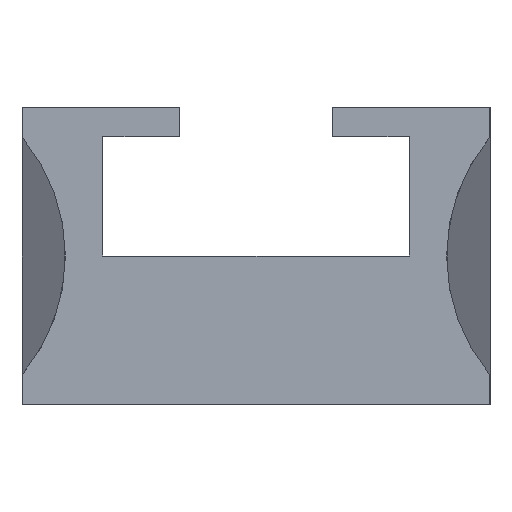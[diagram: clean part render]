
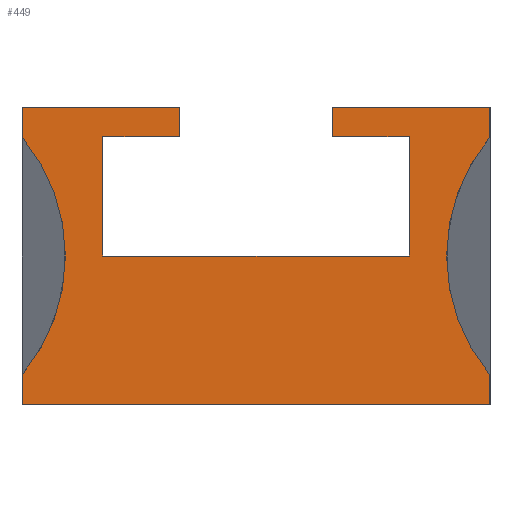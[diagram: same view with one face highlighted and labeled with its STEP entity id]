
A CAD part, left-side view. The second image highlights one B-rep face of the part: STEP entity #449.
In plain terms, the highlighted planar face has unit normal (-1, 0, 0).
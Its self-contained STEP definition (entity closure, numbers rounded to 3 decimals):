
#357=VERTEX_POINT('',#1006);
#413=VERTEX_POINT('',#1068);
#429=EDGE_CURVE('',#453,#437,#1085,.T.);
#431=EDGE_CURVE('',#583,#507,#1087,.T.);
#437=VERTEX_POINT('',#1093);
#449=ADVANCED_FACE('',(#1106),#1107,.F.);
#453=VERTEX_POINT('',#1111);
#495=EDGE_CURVE('',#437,#413,#1154,.T.);
#507=VERTEX_POINT('',#1168);
#517=EDGE_CURVE('',#583,#601,#1183,.T.);
#557=VERTEX_POINT('',#1224);
#563=EDGE_CURVE('',#601,#571,#1230,.T.);
#571=VERTEX_POINT('',#1238);
#583=VERTEX_POINT('',#1252);
#597=EDGE_CURVE('',#571,#791,#1267,.T.);
#601=VERTEX_POINT('',#1271);
#611=EDGE_CURVE('',#687,#685,#1282,.T.);
#637=VERTEX_POINT('',#1311);
#649=EDGE_CURVE('',#685,#773,#1324,.T.);
#667=EDGE_CURVE('',#791,#687,#1344,.T.);
#685=VERTEX_POINT('',#1364);
#687=VERTEX_POINT('',#1366);
#711=EDGE_CURVE('',#773,#357,#1392,.T.);
#731=EDGE_CURVE('',#557,#637,#1415,.T.);
#773=VERTEX_POINT('',#1461);
#791=VERTEX_POINT('',#1479);
#817=EDGE_CURVE('',#637,#845,#1507,.T.);
#819=EDGE_CURVE('',#931,#869,#1509,.T.);
#833=EDGE_CURVE('',#507,#413,#1525,.T.);
#845=VERTEX_POINT('',#1539);
#851=EDGE_CURVE('',#967,#845,#1546,.T.);
#857=EDGE_CURVE('',#869,#967,#1552,.T.);
#859=EDGE_CURVE('',#557,#453,#1554,.T.);
#869=VERTEX_POINT('',#1565);
#923=EDGE_CURVE('',#357,#931,#1627,.T.);
#931=VERTEX_POINT('',#1637);
#967=VERTEX_POINT('',#1680);
#1006=CARTESIAN_POINT('',(0.,-18.0,31.5));
#1068=CARTESIAN_POINT('',(0.,27.5,3.5));
#1085=LINE('',#1819,#1820);
#1087=CIRCLE('',#1823,21.78);
#1093=CARTESIAN_POINT('',(0.,27.5,0.0));
#1106=FACE_OUTER_BOUND('',#1851,.T.);
#1107=PLANE('',#1852);
#1111=CARTESIAN_POINT('',(0.,-27.5,0.0));
#1154=LINE('',#1927,#1928);
#1168=CARTESIAN_POINT('',(0.,22.404,17.5));
#1183=LINE('',#1963,#1964);
#1224=CARTESIAN_POINT('',(0.,-27.5,3.5));
#1230=LINE('',#2024,#2025);
#1238=CARTESIAN_POINT('',(0.,9.0,35.0));
#1252=CARTESIAN_POINT('',(0.,27.5,31.5));
#1267=LINE('',#2072,#2073);
#1271=CARTESIAN_POINT('',(0.,27.5,35.0));
#1282=LINE('',#2097,#2098);
#1311=CARTESIAN_POINT('',(0.,-22.404,17.5));
#1324=LINE('',#2152,#2153);
#1344=LINE('',#2181,#2182);
#1364=CARTESIAN_POINT('',(0.,18.0,17.5));
#1366=CARTESIAN_POINT('',(0.,18.0,31.5));
#1392=LINE('',#2244,#2245);
#1415=CIRCLE('',#2277,21.78);
#1461=CARTESIAN_POINT('',(0.,-18.0,17.5));
#1479=CARTESIAN_POINT('',(0.,9.0,31.5));
#1507=CIRCLE('',#2406,21.78);
#1509=LINE('',#2409,#2410);
#1525=CIRCLE('',#2430,21.78);
#1539=CARTESIAN_POINT('',(0.,-27.5,31.5));
#1546=LINE('',#2455,#2456);
#1552=LINE('',#2464,#2465);
#1554=LINE('',#2468,#2469);
#1565=CARTESIAN_POINT('',(0.,-9.0,35.0));
#1627=LINE('',#2570,#2571);
#1637=CARTESIAN_POINT('',(0.,-9.0,31.5));
#1680=CARTESIAN_POINT('',(0.,-27.5,35.0));
#1819=CARTESIAN_POINT('',(0.0,0.0,0.0));
#1820=VECTOR('',#2772,1.0);
#1823=AXIS2_PLACEMENT_3D('',#2773,#2774,#2775);
#1851=EDGE_LOOP('',(#2792,#2793,#2794,#2795,#2796,#2797,#2798,#2799,#2800,#2801,#2802,#2803,#2804,#2805,#2806,#2807,#2808,#2809));
#1852=AXIS2_PLACEMENT_3D('',#2810,#2811,#2812);
#1927=CARTESIAN_POINT('',(0.,27.5,0.0));
#1928=VECTOR('',#2847,1.0);
#1963=CARTESIAN_POINT('',(0.,27.5,31.5));
#1964=VECTOR('',#2900,1.0);
#2024=CARTESIAN_POINT('',(0.,27.5,35.0));
#2025=VECTOR('',#2925,1.0);
#2072=CARTESIAN_POINT('',(0.,9.0,35.0));
#2073=VECTOR('',#2962,1.0);
#2097=CARTESIAN_POINT('',(0.,18.0,31.5));
#2098=VECTOR('',#2975,1.0);
#2152=CARTESIAN_POINT('',(0.,18.0,17.5));
#2153=VECTOR('',#3030,1.0);
#2181=CARTESIAN_POINT('',(0.,9.0,31.5));
#2182=VECTOR('',#3058,1.0);
#2244=CARTESIAN_POINT('',(0.,-18.0,17.5));
#2245=VECTOR('',#3105,1.0);
#2277=AXIS2_PLACEMENT_3D('',#3126,#3127,#3128);
#2406=AXIS2_PLACEMENT_3D('',#3218,#3219,#3220);
#2409=CARTESIAN_POINT('',(0.,-9.0,31.5));
#2410=VECTOR('',#3221,1.0);
#2430=AXIS2_PLACEMENT_3D('',#3242,#3243,#3244);
#2455=CARTESIAN_POINT('',(0.,-27.5,35.0));
#2456=VECTOR('',#3280,1.0);
#2464=CARTESIAN_POINT('',(0.,-9.0,35.0));
#2465=VECTOR('',#3284,1.0);
#2468=CARTESIAN_POINT('',(0.,-27.5,3.5));
#2469=VECTOR('',#3285,1.0);
#2570=CARTESIAN_POINT('',(0.,-18.0,31.5));
#2571=VECTOR('',#3374,1.0);
#2772=DIRECTION('',(0.,1.0,0.0));
#2773=CARTESIAN_POINT('',(0.,44.185,17.5));
#2774=DIRECTION('',(1.0,0.,0.));
#2775=DIRECTION('',(0.,1.0,0.0));
#2792=ORIENTED_EDGE('',*,*,#429,.F.);
#2793=ORIENTED_EDGE('',*,*,#859,.F.);
#2794=ORIENTED_EDGE('',*,*,#731,.T.);
#2795=ORIENTED_EDGE('',*,*,#817,.T.);
#2796=ORIENTED_EDGE('',*,*,#851,.F.);
#2797=ORIENTED_EDGE('',*,*,#857,.F.);
#2798=ORIENTED_EDGE('',*,*,#819,.F.);
#2799=ORIENTED_EDGE('',*,*,#923,.F.);
#2800=ORIENTED_EDGE('',*,*,#711,.F.);
#2801=ORIENTED_EDGE('',*,*,#649,.F.);
#2802=ORIENTED_EDGE('',*,*,#611,.F.);
#2803=ORIENTED_EDGE('',*,*,#667,.F.);
#2804=ORIENTED_EDGE('',*,*,#597,.F.);
#2805=ORIENTED_EDGE('',*,*,#563,.F.);
#2806=ORIENTED_EDGE('',*,*,#517,.F.);
#2807=ORIENTED_EDGE('',*,*,#431,.T.);
#2808=ORIENTED_EDGE('',*,*,#833,.T.);
#2809=ORIENTED_EDGE('',*,*,#495,.F.);
#2810=CARTESIAN_POINT('',(0.,0.,18.451));
#2811=DIRECTION('',(1.0,0.,0.));
#2812=DIRECTION('',(0.,1.0,0.0));
#2847=DIRECTION('',(0.,0.,1.0));
#2900=DIRECTION('',(0.,0.,1.0));
#2925=DIRECTION('',(0.,-1.0,0.0));
#2962=DIRECTION('',(0.,0.,-1.0));
#2975=DIRECTION('',(0.,0.,-1.0));
#3030=DIRECTION('',(0.,-1.0,0.0));
#3058=DIRECTION('',(0.,1.0,0.0));
#3105=DIRECTION('',(0.,0.,1.0));
#3126=CARTESIAN_POINT('',(0.,-44.185,17.5));
#3127=DIRECTION('',(1.0,0.,0.));
#3128=DIRECTION('',(0.,1.0,0.0));
#3218=CARTESIAN_POINT('',(0.,-44.185,17.5));
#3219=DIRECTION('',(1.0,0.,0.));
#3220=DIRECTION('',(0.,1.0,0.0));
#3221=DIRECTION('',(0.,0.,1.0));
#3242=CARTESIAN_POINT('',(0.,44.185,17.5));
#3243=DIRECTION('',(1.0,0.,0.));
#3244=DIRECTION('',(0.,1.0,0.0));
#3280=DIRECTION('',(0.,0.,-1.0));
#3284=DIRECTION('',(0.,-1.0,0.0));
#3285=DIRECTION('',(0.,0.,-1.0));
#3374=DIRECTION('',(0.,1.0,0.0));
